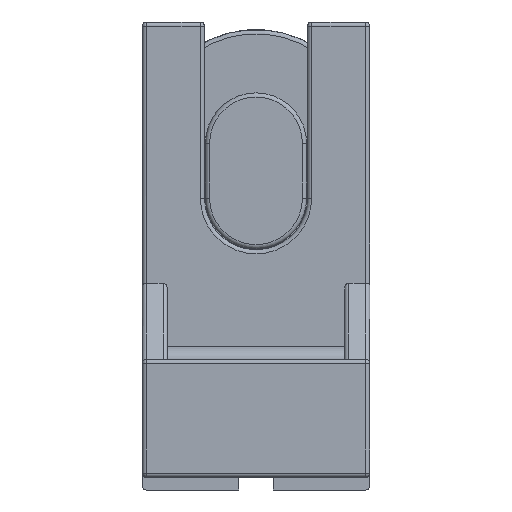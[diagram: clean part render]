
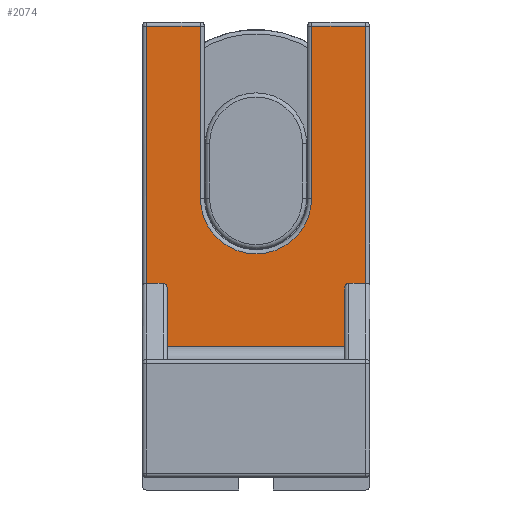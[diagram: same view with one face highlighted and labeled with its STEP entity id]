
A CAD part, left-side view. The second image highlights one B-rep face of the part: STEP entity #2074.
In plain terms, the highlighted planar face has unit normal (-1, 0, 0).
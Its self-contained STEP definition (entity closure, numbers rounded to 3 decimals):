
#499=CARTESIAN_POINT('',(-10.5,-11.0,23.));
#500=VERTEX_POINT('',#499);
#507=CARTESIAN_POINT('',(-10.5,-10.5,22.293));
#508=VERTEX_POINT('',#507);
#509=CARTESIAN_POINT('',(-10.5,-11.0,22.293));
#510=DIRECTION('',(1.0,0.0,0.0));
#511=DIRECTION('',(0.0,0.0,1.0));
#512=AXIS2_PLACEMENT_3D('',#509,#510,#511);
#513=ELLIPSE('',#512,0.707,0.5);
#514=EDGE_CURVE('',#500,#508,#513,.F.);
#539=CARTESIAN_POINT('',(-10.5,-13.0,23.));
#540=VERTEX_POINT('',#539);
#547=CARTESIAN_POINT('',(-10.5,-11.0,23.));
#548=DIRECTION('',(0.0,-1.0,0.0));
#549=VECTOR('',#548,2.0);
#550=LINE('',#547,#549);
#551=EDGE_CURVE('',#500,#540,#550,.T.);
#572=CARTESIAN_POINT('',(-10.5,10.5,22.293));
#573=VERTEX_POINT('',#572);
#580=CARTESIAN_POINT('',(-10.5,11.,23.));
#581=VERTEX_POINT('',#580);
#582=CARTESIAN_POINT('',(-10.5,11.,22.293));
#583=DIRECTION('',(1.0,0.0,0.0));
#584=DIRECTION('',(0.0,0.0,1.0));
#585=AXIS2_PLACEMENT_3D('',#582,#583,#584);
#586=ELLIPSE('',#585,0.707,0.5);
#587=EDGE_CURVE('',#573,#581,#586,.F.);
#612=CARTESIAN_POINT('',(-10.5,10.5,15.5));
#613=VERTEX_POINT('',#612);
#621=CARTESIAN_POINT('',(-10.5,10.5,22.293));
#622=DIRECTION('',(0.0,0.0,-1.0));
#623=VECTOR('',#622,6.793);
#624=LINE('',#621,#623);
#625=EDGE_CURVE('',#573,#613,#624,.T.);
#868=CARTESIAN_POINT('',(-10.5,-13.0,53.5));
#869=VERTEX_POINT('',#868);
#1074=CARTESIAN_POINT('',(-10.5,-6.6,53.5));
#1075=VERTEX_POINT('',#1074);
#1220=CARTESIAN_POINT('',(-10.5,6.6,53.5));
#1221=VERTEX_POINT('',#1220);
#1244=CARTESIAN_POINT('',(-10.5,13.0,53.5));
#1245=VERTEX_POINT('',#1244);
#1280=CARTESIAN_POINT('',(-10.5,13.0,53.5));
#1281=DIRECTION('',(0.0,-1.0,0.0));
#1282=VECTOR('',#1281,6.4);
#1283=LINE('',#1280,#1282);
#1284=EDGE_CURVE('',#1245,#1221,#1283,.T.);
#1323=CARTESIAN_POINT('',(-10.5,13.0,23.));
#1324=VERTEX_POINT('',#1323);
#1325=CARTESIAN_POINT('',(-10.5,13.0,23.));
#1326=DIRECTION('',(0.0,0.0,1.0));
#1327=VECTOR('',#1326,30.5);
#1328=LINE('',#1325,#1327);
#1329=EDGE_CURVE('',#1324,#1245,#1328,.T.);
#1379=CARTESIAN_POINT('',(-10.5,-6.6,33.1));
#1380=VERTEX_POINT('',#1379);
#1388=CARTESIAN_POINT('',(-10.5,-6.6,33.1));
#1389=DIRECTION('',(0.0,0.0,1.0));
#1390=VECTOR('',#1389,20.4);
#1391=LINE('',#1388,#1390);
#1392=EDGE_CURVE('',#1380,#1075,#1391,.T.);
#1411=CARTESIAN_POINT('',(-10.5,6.6,33.1));
#1412=VERTEX_POINT('',#1411);
#1420=CARTESIAN_POINT('',(-10.5,0.0,33.1));
#1421=DIRECTION('',(-1.0,0.0,0.0));
#1422=DIRECTION('',(0.0,0.0,-1.0));
#1423=AXIS2_PLACEMENT_3D('',#1420,#1421,#1422);
#1424=CIRCLE('',#1423,6.6);
#1425=EDGE_CURVE('',#1412,#1380,#1424,.T.);
#1444=CARTESIAN_POINT('',(-10.5,6.6,53.5));
#1445=DIRECTION('',(0.0,0.0,-1.0));
#1446=VECTOR('',#1445,20.4);
#1447=LINE('',#1444,#1446);
#1448=EDGE_CURVE('',#1221,#1412,#1447,.T.);
#1488=CARTESIAN_POINT('',(-10.5,-6.6,53.5));
#1489=DIRECTION('',(0.0,-1.0,0.0));
#1490=VECTOR('',#1489,6.4);
#1491=LINE('',#1488,#1490);
#1492=EDGE_CURVE('',#1075,#869,#1491,.T.);
#1643=CARTESIAN_POINT('',(-10.5,-13.0,53.5));
#1644=DIRECTION('',(0.0,0.0,-1.0));
#1645=VECTOR('',#1644,30.5);
#1646=LINE('',#1643,#1645);
#1647=EDGE_CURVE('',#869,#540,#1646,.T.);
#2001=CARTESIAN_POINT('',(-10.5,-10.5,15.5));
#2002=VERTEX_POINT('',#2001);
#2010=CARTESIAN_POINT('',(-10.5,-10.5,15.5));
#2011=DIRECTION('',(0.0,1.0,0.0));
#2012=VECTOR('',#2011,21.);
#2013=LINE('',#2010,#2012);
#2014=EDGE_CURVE('',#2002,#613,#2013,.T.);
#2025=CARTESIAN_POINT('',(-10.5,-10.5,15.5));
#2026=DIRECTION('',(0.0,0.0,1.0));
#2027=VECTOR('',#2026,6.793);
#2028=LINE('',#2025,#2027);
#2029=EDGE_CURVE('',#2002,#508,#2028,.T.);
#2042=CARTESIAN_POINT('',(-10.5,13.,23.));
#2043=DIRECTION('',(0.0,-1.0,0.0));
#2044=VECTOR('',#2043,2.);
#2045=LINE('',#2042,#2044);
#2046=EDGE_CURVE('',#1324,#581,#2045,.T.);
#2053=CARTESIAN_POINT('',(-10.5,0.0,54.0));
#2054=DIRECTION('',(-1.0,0.0,0.0));
#2055=DIRECTION('',(0.0,-1.0,0.0));
#2056=AXIS2_PLACEMENT_3D('',#2053,#2054,#2055);
#2057=PLANE('',#2056);
#2058=ORIENTED_EDGE('',*,*,#1329,.F.);
#2059=ORIENTED_EDGE('',*,*,#2046,.T.);
#2060=ORIENTED_EDGE('',*,*,#587,.F.);
#2061=ORIENTED_EDGE('',*,*,#625,.T.);
#2062=ORIENTED_EDGE('',*,*,#2014,.F.);
#2063=ORIENTED_EDGE('',*,*,#2029,.T.);
#2064=ORIENTED_EDGE('',*,*,#514,.F.);
#2065=ORIENTED_EDGE('',*,*,#551,.T.);
#2066=ORIENTED_EDGE('',*,*,#1647,.F.);
#2067=ORIENTED_EDGE('',*,*,#1492,.F.);
#2068=ORIENTED_EDGE('',*,*,#1392,.F.);
#2069=ORIENTED_EDGE('',*,*,#1425,.F.);
#2070=ORIENTED_EDGE('',*,*,#1448,.F.);
#2071=ORIENTED_EDGE('',*,*,#1284,.F.);
#2072=EDGE_LOOP('',(#2058,#2059,#2060,#2061,#2062,#2063,#2064,#2065,#2066,#2067,#2068,#2069,#2070,#2071));
#2073=FACE_OUTER_BOUND('',#2072,.T.);
#2074=ADVANCED_FACE('',(#2073),#2057,.T.);
